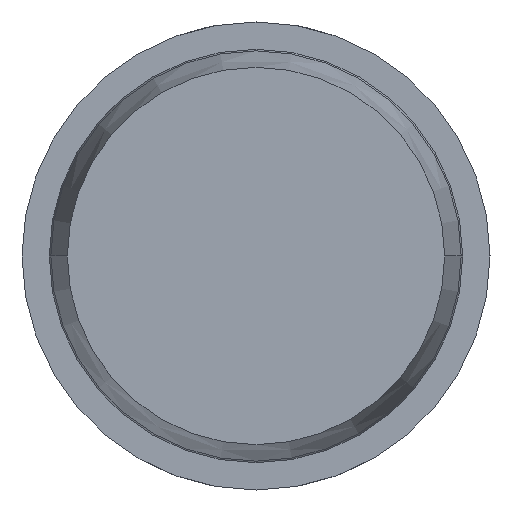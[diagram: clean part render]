
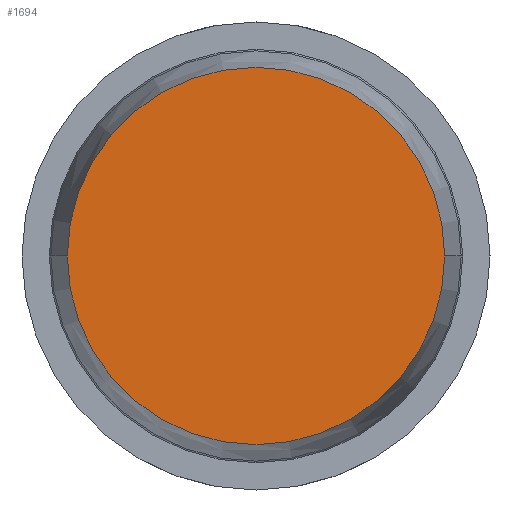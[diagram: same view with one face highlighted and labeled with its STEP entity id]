
A CAD part, front view. The second image highlights one B-rep face of the part: STEP entity #1694.
In plain terms, the highlighted planar face has unit normal (0, -1, 0).
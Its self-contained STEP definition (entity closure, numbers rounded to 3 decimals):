
#168 = CIRCLE ( 'NONE', #307, 1.209 ) ;
#282 = VERTEX_POINT ( 'NONE', #874 ) ;
#307 = AXIS2_PLACEMENT_3D ( 'NONE', #576, #2114, #3089 ) ;
#360 = DIRECTION ( 'NONE',  ( 1., 0., 0. ) ) ;
#484 = DIRECTION ( 'NONE',  ( 1., 0., 0. ) ) ;
#576 = CARTESIAN_POINT ( 'NONE',  ( 0., -19., 0. ) ) ;
#668 = ORIENTED_EDGE ( 'NONE', *, *, #2051, .T. ) ;
#686 = EDGE_LOOP ( 'NONE', ( #1458, #668 ) ) ;
#711 = CARTESIAN_POINT ( 'NONE',  ( -1.209, -19., 0. ) ) ;
#874 = CARTESIAN_POINT ( 'NONE',  ( 1.209, -19., 0. ) ) ;
#1452 = FACE_OUTER_BOUND ( 'NONE', #686, .T. ) ;
#1458 = ORIENTED_EDGE ( 'NONE', *, *, #2751, .T. ) ;
#1647 = CARTESIAN_POINT ( 'NONE',  ( 0., -19., 0. ) ) ;
#1694 = ADVANCED_FACE ( 'Defeature ausgef�hrt1_0', ( #1452 ), #2178, .T. ) ;
#1962 = AXIS2_PLACEMENT_3D ( 'NONE', #2662, #2999, #484 ) ;
#2051 = EDGE_CURVE ( 'Defeature ausgef�hrt1_0+Defeature ausgef�hrt1_10+Defeature ausgef�hrt1_10+Defeature ausgef�hrt1_10', #282, #3940, #3219, .T. ) ;
#2114 = DIRECTION ( 'NONE',  ( 0., -1., 0. ) ) ;
#2178 = PLANE ( 'NONE',  #2376 ) ;
#2376 = AXIS2_PLACEMENT_3D ( 'NONE', #1647, #3195, #360 ) ;
#2662 = CARTESIAN_POINT ( 'NONE',  ( 0., -19., 0. ) ) ;
#2751 = EDGE_CURVE ( 'Defeature ausgef�hrt1_0+Defeature ausgef�hrt1_10+Defeature ausgef�hrt1_10+Defeature ausgef�hrt1_10', #3940, #282, #168, .T. ) ;
#2999 = DIRECTION ( 'NONE',  ( 0., -1., 0. ) ) ;
#3089 = DIRECTION ( 'NONE',  ( 1., 0., 0. ) ) ;
#3195 = DIRECTION ( 'NONE',  ( 0., -1., 0. ) ) ;
#3219 = CIRCLE ( 'NONE', #1962, 1.209 ) ;
#3940 = VERTEX_POINT ( 'NONE', #711 ) ;
